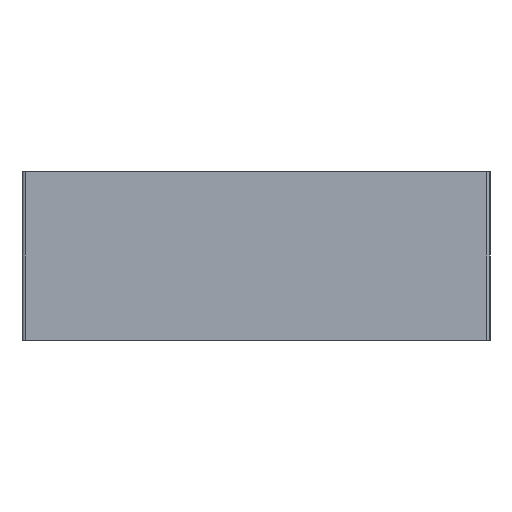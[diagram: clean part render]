
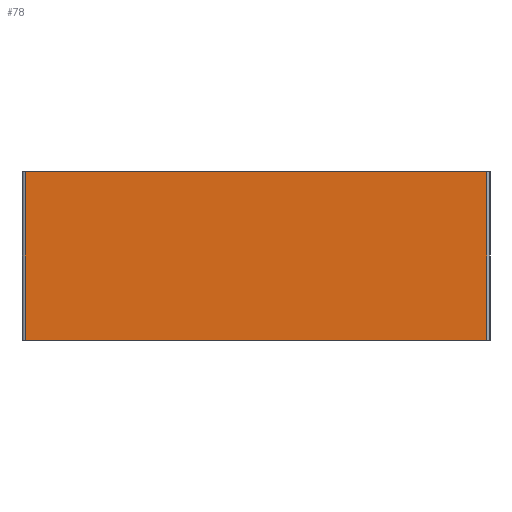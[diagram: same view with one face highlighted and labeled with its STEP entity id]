
A CAD part, left-side view. The second image highlights one B-rep face of the part: STEP entity #78.
In plain terms, the highlighted planar face has unit normal (-1, 0, 0).
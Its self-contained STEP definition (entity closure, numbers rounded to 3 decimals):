
#78=ADVANCED_FACE('',(#1249),#1251,.T.);
#1249=FACE_BOUND('',#1250,.T.);
#1250=EDGE_LOOP('',(#2150,#2151,#2152,#2153));
#1251=PLANE('',#1252);
#1252=AXIS2_PLACEMENT_3D('',#1253,#1254,#1255);
#1253=CARTESIAN_POINT('',(-2.8,2.5,0.));
#1254=DIRECTION('',(-1.,0.,0.));
#1255=DIRECTION('',(0.,-1.,0.));
#2150=ORIENTED_EDGE('',*,*,#3177,.T.);
#2151=ORIENTED_EDGE('',*,*,#3175,.F.);
#2152=ORIENTED_EDGE('',*,*,#3178,.F.);
#2153=ORIENTED_EDGE('',*,*,#3166,.T.);
#3166=EDGE_CURVE('',#3562,#3559,#3563,.T.);
#3175=EDGE_CURVE('',#3575,#3572,#3577,.T.);
#3177=EDGE_CURVE('',#3559,#3572,#3579,.T.);
#3178=EDGE_CURVE('',#3562,#3575,#3580,.T.);
#3559=VERTEX_POINT('',#4219);
#3562=VERTEX_POINT('',#4225);
#3563=LINE('',#4226,#4227);
#3572=VERTEX_POINT('',#4248);
#3575=VERTEX_POINT('',#4256);
#3577=LINE('',#4261,#4262);
#3579=LINE('',#4267,#4268);
#3580=LINE('',#4270,#4271);
#4219=CARTESIAN_POINT('',(-2.8,-2.465,0.));
#4225=CARTESIAN_POINT('',(-2.8,2.465,0.));
#4226=CARTESIAN_POINT('',(-2.8,2.465,0.));
#4227=VECTOR('',#4228,1.);
#4228=DIRECTION('',(0.,-1.,0.));
#4248=CARTESIAN_POINT('',(-2.8,-2.465,1.8));
#4256=CARTESIAN_POINT('',(-2.8,2.465,1.8));
#4261=CARTESIAN_POINT('',(-2.8,2.465,1.8));
#4262=VECTOR('',#4263,1.);
#4263=DIRECTION('',(0.,-1.,0.));
#4267=CARTESIAN_POINT('',(-2.8,-2.465,0.));
#4268=VECTOR('',#4269,1.);
#4269=DIRECTION('',(0.,0.,1.));
#4270=CARTESIAN_POINT('',(-2.8,2.465,0.));
#4271=VECTOR('',#4272,1.);
#4272=DIRECTION('',(0.,0.,1.));
